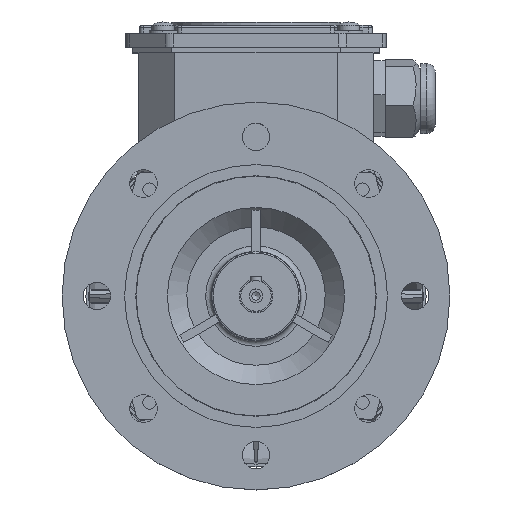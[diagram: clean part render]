
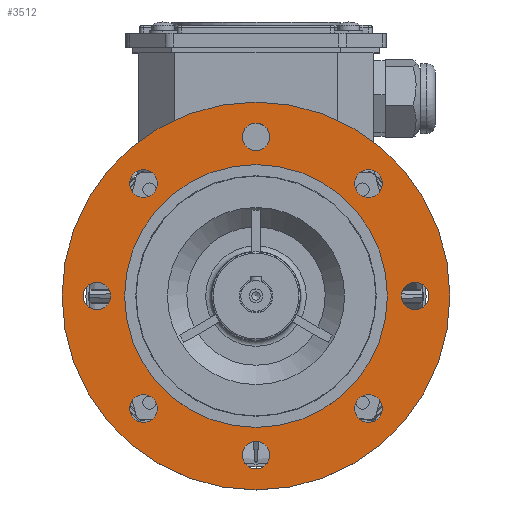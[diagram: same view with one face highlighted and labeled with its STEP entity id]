
A CAD part, top view. The second image highlights one B-rep face of the part: STEP entity #3512.
In plain terms, the highlighted planar face has unit normal (0, 0, 1).
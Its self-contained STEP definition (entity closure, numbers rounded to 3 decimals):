
#135=FACE_BOUND('',#6829,.T.);
#136=FACE_BOUND('',#6830,.T.);
#137=FACE_BOUND('',#6831,.T.);
#138=FACE_BOUND('',#6832,.T.);
#139=FACE_BOUND('',#6833,.T.);
#140=FACE_BOUND('',#6834,.T.);
#141=FACE_BOUND('',#6835,.T.);
#142=FACE_BOUND('',#6836,.T.);
#143=FACE_BOUND('',#6837,.T.);
#144=FACE_BOUND('',#6838,.T.);
#1231=CIRCLE('',#27971,5.);
#1233=CIRCLE('',#27974,5.);
#1247=CIRCLE('',#27999,5.);
#1255=CIRCLE('',#28018,5.);
#1287=CIRCLE('',#28082,5.);
#1290=CIRCLE('',#28088,70.1);
#1291=CIRCLE('',#28090,47.5);
#1292=CIRCLE('',#28091,5.);
#1293=CIRCLE('',#28092,5.);
#1294=CIRCLE('',#28093,5.);
#3512=ADVANCED_FACE('',(#135,#136,#137,#138,#139,#140,#141,#142,#143,#144),
#4783,.T.);
#4783=PLANE('',#28094);
#6829=EDGE_LOOP('',(#8699));
#6830=EDGE_LOOP('',(#8700));
#6831=EDGE_LOOP('',(#8701));
#6832=EDGE_LOOP('',(#8702));
#6833=EDGE_LOOP('',(#8703));
#6834=EDGE_LOOP('',(#8704));
#6835=EDGE_LOOP('',(#8705));
#6836=EDGE_LOOP('',(#8706));
#6837=EDGE_LOOP('',(#8707));
#6838=EDGE_LOOP('',(#8708));
#8699=ORIENTED_EDGE('',*,*,#18942,.T.);
#8700=ORIENTED_EDGE('',*,*,#18943,.T.);
#8701=ORIENTED_EDGE('',*,*,#18944,.T.);
#8702=ORIENTED_EDGE('',*,*,#18792,.T.);
#8703=ORIENTED_EDGE('',*,*,#18751,.T.);
#8704=ORIENTED_EDGE('',*,*,#18945,.T.);
#8705=ORIENTED_EDGE('',*,*,#18749,.T.);
#8706=ORIENTED_EDGE('',*,*,#18936,.T.);
#8707=ORIENTED_EDGE('',*,*,#18946,.T.);
#8708=ORIENTED_EDGE('',*,*,#18818,.T.);
#15600=VERTEX_POINT('',#38176);
#15602=VERTEX_POINT('',#38181);
#15633=VERTEX_POINT('',#38392);
#15647=VERTEX_POINT('',#38507);
#15733=VERTEX_POINT('',#39283);
#15738=VERTEX_POINT('',#39300);
#15739=VERTEX_POINT('',#39303);
#15740=VERTEX_POINT('',#39305);
#15741=VERTEX_POINT('',#39307);
#15742=VERTEX_POINT('',#39309);
#18749=EDGE_CURVE('',#15600,#15600,#1231,.T.);
#18751=EDGE_CURVE('',#15602,#15602,#1233,.T.);
#18792=EDGE_CURVE('',#15633,#15633,#1247,.T.);
#18818=EDGE_CURVE('',#15647,#15647,#1255,.T.);
#18936=EDGE_CURVE('',#15733,#15733,#1287,.T.);
#18942=EDGE_CURVE('',#15738,#15738,#1290,.T.);
#18943=EDGE_CURVE('',#15739,#15739,#1291,.T.);
#18944=EDGE_CURVE('',#15740,#15740,#1292,.T.);
#18945=EDGE_CURVE('',#15741,#15741,#1293,.T.);
#18946=EDGE_CURVE('',#15742,#15742,#1294,.T.);
#27971=AXIS2_PLACEMENT_3D('',#38175,#30469,#30470);
#27974=AXIS2_PLACEMENT_3D('',#38180,#30475,#30476);
#27999=AXIS2_PLACEMENT_3D('',#38391,#30536,#30537);
#28018=AXIS2_PLACEMENT_3D('',#38506,#30579,#30580);
#28082=AXIS2_PLACEMENT_3D('',#39282,#30738,#30739);
#28088=AXIS2_PLACEMENT_3D('',#39299,#30752,#30753);
#28090=AXIS2_PLACEMENT_3D('',#39302,#30756,#30757);
#28091=AXIS2_PLACEMENT_3D('',#39304,#30758,#30759);
#28092=AXIS2_PLACEMENT_3D('',#39306,#30760,#30761);
#28093=AXIS2_PLACEMENT_3D('',#39308,#30762,#30763);
#28094=AXIS2_PLACEMENT_3D('',#39310,#30764,#30765);
#30469=DIRECTION('',(0.,0.,-1.));
#30470=DIRECTION('',(0.,-1.,0.));
#30475=DIRECTION('',(0.,0.,-1.));
#30476=DIRECTION('',(1.,0.,0.));
#30536=DIRECTION('',(0.,0.,-1.));
#30537=DIRECTION('',(0.707,0.707,0.));
#30579=DIRECTION('',(0.,0.,-1.));
#30580=DIRECTION('',(-0.707,0.707,0.));
#30738=DIRECTION('',(0.,0.,-1.));
#30739=DIRECTION('',(-0.707,-0.707,0.));
#30752=DIRECTION('',(0.,0.,1.));
#30753=DIRECTION('',(0.,-1.,0.));
#30756=DIRECTION('',(0.,0.,-1.));
#30757=DIRECTION('',(0.,-1.,0.));
#30758=DIRECTION('',(0.,0.,-1.));
#30759=DIRECTION('',(0.,1.,0.));
#30760=DIRECTION('',(0.,0.,-1.));
#30761=DIRECTION('',(0.707,-0.707,0.));
#30762=DIRECTION('',(0.,0.,-1.));
#30763=DIRECTION('',(-1.,0.,0.));
#30764=DIRECTION('',(0.,0.,1.));
#30765=DIRECTION('',(0.,1.,0.));
#38175=CARTESIAN_POINT('',(56.895,-2.404,42.223));
#38176=CARTESIAN_POINT('',(56.895,-7.404,42.223));
#38180=CARTESIAN_POINT('',(56.895,78.913,42.223));
#38181=CARTESIAN_POINT('',(61.895,78.913,42.223));
#38391=CARTESIAN_POINT('',(16.237,95.755,42.223));
#38392=CARTESIAN_POINT('',(19.772,99.29,42.223));
#38506=CARTESIAN_POINT('',(-41.263,38.255,42.223));
#38507=CARTESIAN_POINT('',(-44.799,41.79,42.223));
#39282=CARTESIAN_POINT('',(16.237,-19.245,42.223));
#39283=CARTESIAN_POINT('',(12.701,-22.781,42.223));
#39299=CARTESIAN_POINT('',(16.237,38.255,42.223));
#39300=CARTESIAN_POINT('',(16.237,-31.845,42.223));
#39302=CARTESIAN_POINT('',(16.237,38.255,42.223));
#39303=CARTESIAN_POINT('',(16.237,-9.245,42.223));
#39304=CARTESIAN_POINT('',(-24.422,78.913,42.223));
#39305=CARTESIAN_POINT('',(-24.422,83.913,42.223));
#39306=CARTESIAN_POINT('',(73.737,38.255,42.223));
#39307=CARTESIAN_POINT('',(77.272,34.719,42.223));
#39308=CARTESIAN_POINT('',(-24.422,-2.404,42.223));
#39309=CARTESIAN_POINT('',(-29.422,-2.404,42.223));
#39310=CARTESIAN_POINT('',(93.347,-38.855,42.223));
